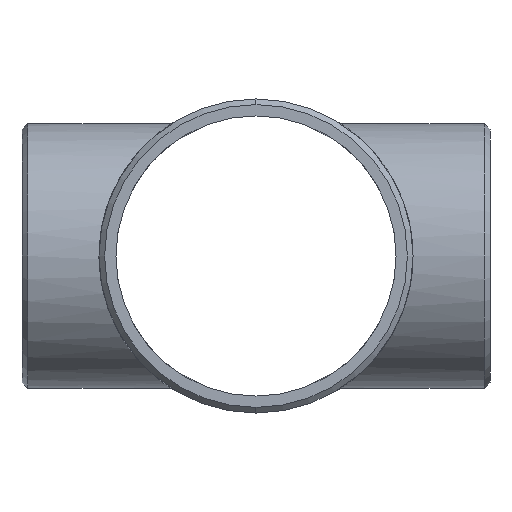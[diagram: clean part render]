
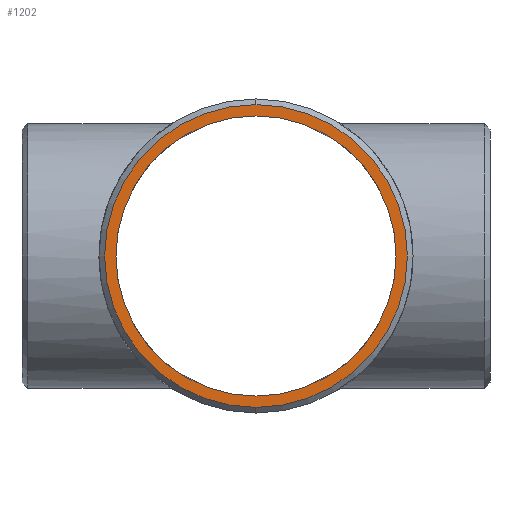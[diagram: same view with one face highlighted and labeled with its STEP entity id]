
A CAD part, left-side view. The second image highlights one B-rep face of the part: STEP entity #1202.
In plain terms, the highlighted planar face has unit normal (-1, 0, 0).
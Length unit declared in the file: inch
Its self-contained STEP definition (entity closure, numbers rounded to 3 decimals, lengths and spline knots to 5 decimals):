
#74 = DIRECTION ( 'NONE',  ( 0., 0., -1. ) ) ;
#162 = CARTESIAN_POINT ( 'NONE',  ( -10., 0., -5.687 ) ) ;
#170 = CIRCLE ( 'NONE', #1353, 6.14567 ) ;
#171 = CARTESIAN_POINT ( 'NONE',  ( -10., 0., 0. ) ) ;
#180 = VERTEX_POINT ( 'NONE', #416 ) ;
#212 = FACE_BOUND ( 'NONE', #1204, .T. ) ;
#333 = CARTESIAN_POINT ( 'NONE',  ( -10., 0., 0. ) ) ;
#378 = EDGE_CURVE ( 'NONE', #180, #584, #1490, .T. ) ;
#390 = ORIENTED_EDGE ( 'NONE', *, *, #1342, .T. ) ;
#402 = EDGE_CURVE ( 'NONE', #1518, #557, #987, .T. ) ;
#416 = CARTESIAN_POINT ( 'NONE',  ( -10., 0., 6.14567 ) ) ;
#438 = FACE_OUTER_BOUND ( 'NONE', #1004, .T. ) ;
#557 = VERTEX_POINT ( 'NONE', #162 ) ;
#584 = VERTEX_POINT ( 'NONE', #619 ) ;
#619 = CARTESIAN_POINT ( 'NONE',  ( -10., 0., -6.14567 ) ) ;
#691 = AXIS2_PLACEMENT_3D ( 'NONE', #1528, #1262, #934 ) ;
#717 = ORIENTED_EDGE ( 'NONE', *, *, #378, .T. ) ;
#767 = CARTESIAN_POINT ( 'NONE',  ( -10., 0., 0. ) ) ;
#772 = CARTESIAN_POINT ( 'NONE',  ( -10., 0., 5.687 ) ) ;
#792 = PLANE ( 'NONE',  #969 ) ;
#815 = CIRCLE ( 'NONE', #691, 5.687 ) ;
#832 = ORIENTED_EDGE ( 'NONE', *, *, #1181, .T. ) ;
#896 = DIRECTION ( 'NONE',  ( 0., 0., 1. ) ) ;
#916 = AXIS2_PLACEMENT_3D ( 'NONE', #171, #995, #1252 ) ;
#925 = DIRECTION ( 'NONE',  ( 0., 0., 1. ) ) ;
#934 = DIRECTION ( 'NONE',  ( 0., 0., 1. ) ) ;
#969 = AXIS2_PLACEMENT_3D ( 'NONE', #1167, #1158, #74 ) ;
#987 = CIRCLE ( 'NONE', #916, 5.687 ) ;
#995 = DIRECTION ( 'NONE',  ( 1., 0., 0. ) ) ;
#1004 = EDGE_LOOP ( 'NONE', ( #832, #717 ) ) ;
#1148 = DIRECTION ( 'NONE',  ( -1., 0., 0. ) ) ;
#1158 = DIRECTION ( 'NONE',  ( -1., 0., 0. ) ) ;
#1167 = CARTESIAN_POINT ( 'NONE',  ( -10., 0., 0. ) ) ;
#1181 = EDGE_CURVE ( 'NONE', #584, #180, #170, .T. ) ;
#1202 = ADVANCED_FACE ( 'NONE', ( #438, #212 ), #792, .T. ) ;
#1204 = EDGE_LOOP ( 'NONE', ( #1553, #390 ) ) ;
#1231 = AXIS2_PLACEMENT_3D ( 'NONE', #767, #1370, #896 ) ;
#1252 = DIRECTION ( 'NONE',  ( 0., 0., 1. ) ) ;
#1262 = DIRECTION ( 'NONE',  ( 1., 0., 0. ) ) ;
#1342 = EDGE_CURVE ( 'NONE', #557, #1518, #815, .T. ) ;
#1353 = AXIS2_PLACEMENT_3D ( 'NONE', #333, #1148, #925 ) ;
#1370 = DIRECTION ( 'NONE',  ( -1., 0., 0. ) ) ;
#1490 = CIRCLE ( 'NONE', #1231, 6.14567 ) ;
#1518 = VERTEX_POINT ( 'NONE', #772 ) ;
#1528 = CARTESIAN_POINT ( 'NONE',  ( -10., 0., 0. ) ) ;
#1553 = ORIENTED_EDGE ( 'NONE', *, *, #402, .T. ) ;
